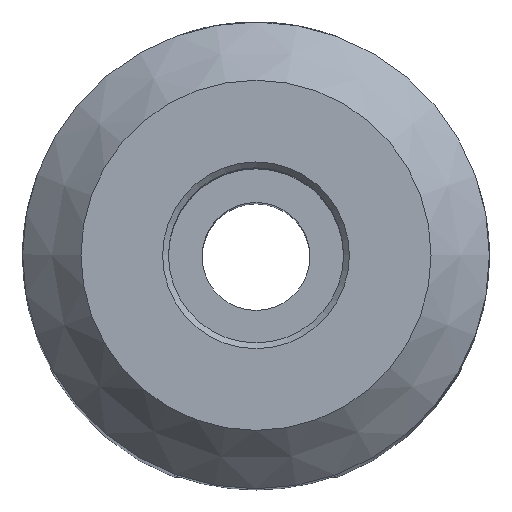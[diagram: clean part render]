
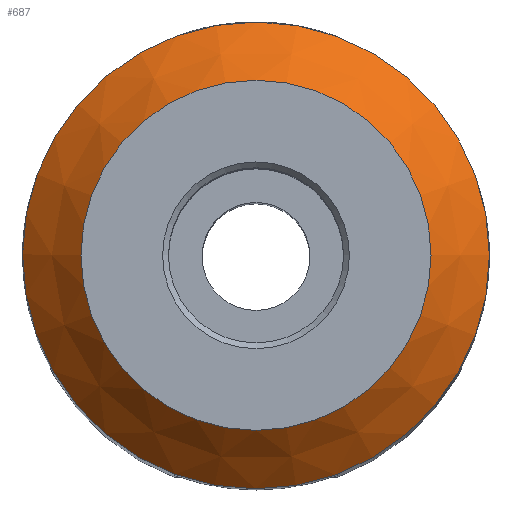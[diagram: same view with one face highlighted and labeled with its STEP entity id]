
A CAD part, top view. The second image highlights one B-rep face of the part: STEP entity #687.
In plain terms, the highlighted conical face has half-angle 45 degrees and reference radius 6 mm.
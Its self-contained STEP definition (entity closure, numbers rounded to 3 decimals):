
#3 = DIRECTION ( 'NONE',  ( 1., 0., 0. ) ) ;
#21 = DIRECTION ( 'NONE',  ( 1., 0., 0. ) ) ;
#57 = VERTEX_POINT ( 'NONE', #217 ) ;
#106 = CARTESIAN_POINT ( 'NONE',  ( 8., 0., 63. ) ) ;
#158 = EDGE_CURVE ( 'NONE', #974, #974, #942, .T. ) ;
#217 = CARTESIAN_POINT ( 'NONE',  ( 6., 0., 65. ) ) ;
#331 = DIRECTION ( 'NONE',  ( 0., 0., -1. ) ) ;
#350 = DIRECTION ( 'NONE',  ( 0., 0., 1. ) ) ;
#390 = CONICAL_SURFACE ( 'NONE', #440, 6., 0.785 ) ;
#412 = CARTESIAN_POINT ( 'NONE',  ( 0., 0., 65. ) ) ;
#426 = CARTESIAN_POINT ( 'NONE',  ( 0., 0., 65. ) ) ;
#428 = CARTESIAN_POINT ( 'NONE',  ( 0., 0., 63. ) ) ;
#440 = AXIS2_PLACEMENT_3D ( 'NONE', #412, #331, #849 ) ;
#478 = AXIS2_PLACEMENT_3D ( 'NONE', #426, #350, #21 ) ;
#494 = EDGE_LOOP ( 'NONE', ( #971 ) ) ;
#564 = EDGE_LOOP ( 'NONE', ( #830 ) ) ;
#668 = FACE_OUTER_BOUND ( 'NONE', #564, .T. ) ;
#687 = ADVANCED_FACE ( 'NONE', ( #668, #750 ), #390, .T. ) ;
#750 = FACE_BOUND ( 'NONE', #494, .T. ) ;
#770 = EDGE_CURVE ( 'NONE', #57, #57, #787, .T. ) ;
#787 = CIRCLE ( 'NONE', #478, 6. ) ;
#830 = ORIENTED_EDGE ( 'NONE', *, *, #158, .F. ) ;
#849 = DIRECTION ( 'NONE',  ( -1., 0., 0. ) ) ;
#856 = AXIS2_PLACEMENT_3D ( 'NONE', #428, #864, #3 ) ;
#864 = DIRECTION ( 'NONE',  ( 0., 0., -1. ) ) ;
#942 = CIRCLE ( 'NONE', #856, 8. ) ;
#971 = ORIENTED_EDGE ( 'NONE', *, *, #770, .F. ) ;
#974 = VERTEX_POINT ( 'NONE', #106 ) ;
